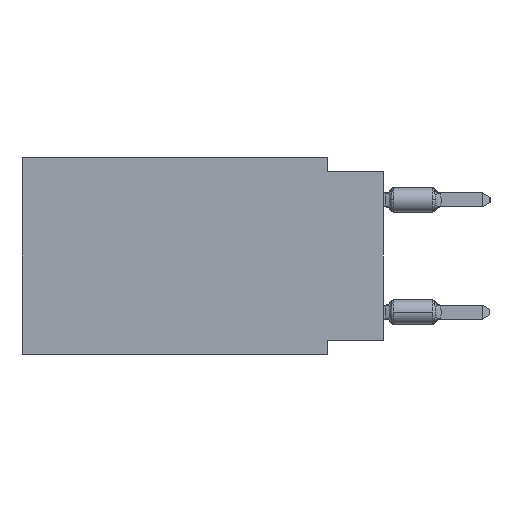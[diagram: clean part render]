
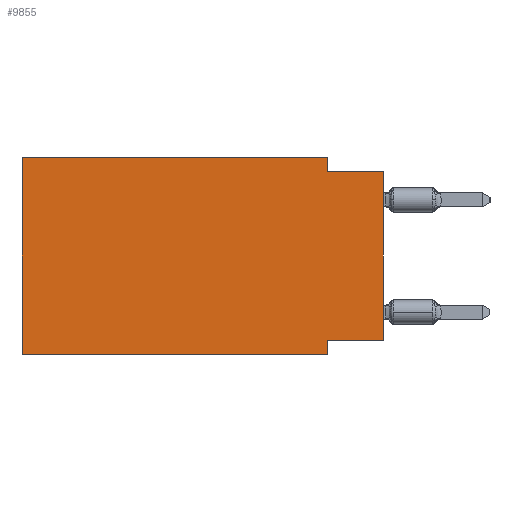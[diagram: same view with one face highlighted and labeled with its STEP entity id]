
A CAD part, left-side view. The second image highlights one B-rep face of the part: STEP entity #9855.
In plain terms, the highlighted planar face has unit normal (-1, 0, 0).
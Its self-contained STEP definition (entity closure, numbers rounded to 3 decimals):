
#1379 = DIRECTION ( 'NONE',  ( 0., 0., 1. ) ) ;
#2762 = CARTESIAN_POINT ( 'NONE',  ( 0., 2.54, -8.89 ) ) ;
#4178 = VECTOR ( 'NONE', #27566, 1000. ) ;
#4818 = DIRECTION ( 'NONE',  ( 0., 0., -1. ) ) ;
#5513 = VERTEX_POINT ( 'NONE', #17526 ) ;
#6028 = LINE ( 'NONE', #32059, #30148 ) ;
#6372 = ORIENTED_EDGE ( 'NONE', *, *, #32854, .F. ) ;
#7325 = VECTOR ( 'NONE', #28964, 1000. ) ;
#7433 = EDGE_CURVE ( 'NONE', #12608, #27880, #7718, .T. ) ;
#7718 = LINE ( 'NONE', #22519, #4178 ) ;
#8374 = LINE ( 'NONE', #19629, #26449 ) ;
#8484 = ORIENTED_EDGE ( 'NONE', *, *, #10573, .F. ) ;
#9855 = ADVANCED_FACE ( 'NONE', ( #11196 ), #36671, .F. ) ;
#10272 = CARTESIAN_POINT ( 'NONE',  ( 0., 2.54, -0.635 ) ) ;
#10573 = EDGE_CURVE ( 'NONE', #16849, #36092, #15594, .T. ) ;
#10994 = DIRECTION ( 'NONE',  ( 0., 0., 1. ) ) ;
#11196 = FACE_OUTER_BOUND ( 'NONE', #21277, .T. ) ;
#12061 = EDGE_CURVE ( 'NONE', #14631, #33088, #6028, .T. ) ;
#12431 = CARTESIAN_POINT ( 'NONE',  ( 0., 16.383, 0. ) ) ;
#12608 = VERTEX_POINT ( 'NONE', #10272 ) ;
#13306 = LINE ( 'NONE', #30549, #22164 ) ;
#14167 = ORIENTED_EDGE ( 'NONE', *, *, #31173, .T. ) ;
#14472 = EDGE_CURVE ( 'NONE', #5513, #12608, #25405, .T. ) ;
#14631 = VERTEX_POINT ( 'NONE', #31572 ) ;
#14696 = EDGE_CURVE ( 'NONE', #36092, #5513, #13306, .T. ) ;
#15328 = CARTESIAN_POINT ( 'NONE',  ( 0., 0., -8.255 ) ) ;
#15594 = LINE ( 'NONE', #12431, #20515 ) ;
#16605 = ORIENTED_EDGE ( 'NONE', *, *, #7433, .F. ) ;
#16849 = VERTEX_POINT ( 'NONE', #29535 ) ;
#17526 = CARTESIAN_POINT ( 'NONE',  ( 0., 2.54, 0. ) ) ;
#17547 = CARTESIAN_POINT ( 'NONE',  ( 0., 16.383, -8.89 ) ) ;
#17796 = VERTEX_POINT ( 'NONE', #18390 ) ;
#18067 = ORIENTED_EDGE ( 'NONE', *, *, #14472, .F. ) ;
#18390 = CARTESIAN_POINT ( 'NONE',  ( 0., 0., -8.255 ) ) ;
#19629 = CARTESIAN_POINT ( 'NONE',  ( 0., 0., 0. ) ) ;
#19813 = DIRECTION ( 'NONE',  ( 1., 0., 0. ) ) ;
#20515 = VECTOR ( 'NONE', #1379, 1000. ) ;
#21277 = EDGE_LOOP ( 'NONE', ( #28447, #16605, #18067, #24375, #8484, #14167, #21937, #6372 ) ) ;
#21937 = ORIENTED_EDGE ( 'NONE', *, *, #12061, .F. ) ;
#22164 = VECTOR ( 'NONE', #24389, 1000. ) ;
#22519 = CARTESIAN_POINT ( 'NONE',  ( 0., 0., -0.635 ) ) ;
#23218 = CARTESIAN_POINT ( 'NONE',  ( 0., 0., -0.635 ) ) ;
#23597 = DIRECTION ( 'NONE',  ( 0., 1., 0. ) ) ;
#24375 = ORIENTED_EDGE ( 'NONE', *, *, #14696, .F. ) ;
#24389 = DIRECTION ( 'NONE',  ( 0., -1., 0. ) ) ;
#25405 = LINE ( 'NONE', #30461, #31731 ) ;
#26449 = VECTOR ( 'NONE', #10994, 1000. ) ;
#26619 = DIRECTION ( 'NONE',  ( 0., 0., -1. ) ) ;
#26949 = LINE ( 'NONE', #15328, #35669 ) ;
#27566 = DIRECTION ( 'NONE',  ( 0., -1., 0. ) ) ;
#27639 = AXIS2_PLACEMENT_3D ( 'NONE', #33299, #19813, #4818 ) ;
#27880 = VERTEX_POINT ( 'NONE', #23218 ) ;
#28447 = ORIENTED_EDGE ( 'NONE', *, *, #30938, .T. ) ;
#28964 = DIRECTION ( 'NONE',  ( 0., -1., 0. ) ) ;
#29535 = CARTESIAN_POINT ( 'NONE',  ( 0., 16.383, -8.89 ) ) ;
#30148 = VECTOR ( 'NONE', #26619, 1000. ) ;
#30461 = CARTESIAN_POINT ( 'NONE',  ( 0., 2.54, 0. ) ) ;
#30549 = CARTESIAN_POINT ( 'NONE',  ( 0., 16.383, 0. ) ) ;
#30938 = EDGE_CURVE ( 'NONE', #17796, #27880, #8374, .T. ) ;
#31173 = EDGE_CURVE ( 'NONE', #16849, #33088, #31778, .T. ) ;
#31572 = CARTESIAN_POINT ( 'NONE',  ( 0., 2.54, -8.255 ) ) ;
#31731 = VECTOR ( 'NONE', #33834, 1000. ) ;
#31778 = LINE ( 'NONE', #17547, #7325 ) ;
#32059 = CARTESIAN_POINT ( 'NONE',  ( 0., 2.54, -8.89 ) ) ;
#32854 = EDGE_CURVE ( 'NONE', #17796, #14631, #26949, .T. ) ;
#33088 = VERTEX_POINT ( 'NONE', #2762 ) ;
#33299 = CARTESIAN_POINT ( 'NONE',  ( 0., 16.383, 0. ) ) ;
#33834 = DIRECTION ( 'NONE',  ( 0., 0., -1. ) ) ;
#35669 = VECTOR ( 'NONE', #23597, 1000. ) ;
#35733 = CARTESIAN_POINT ( 'NONE',  ( 0., 16.383, 0. ) ) ;
#36092 = VERTEX_POINT ( 'NONE', #35733 ) ;
#36671 = PLANE ( 'NONE',  #27639 ) ;
